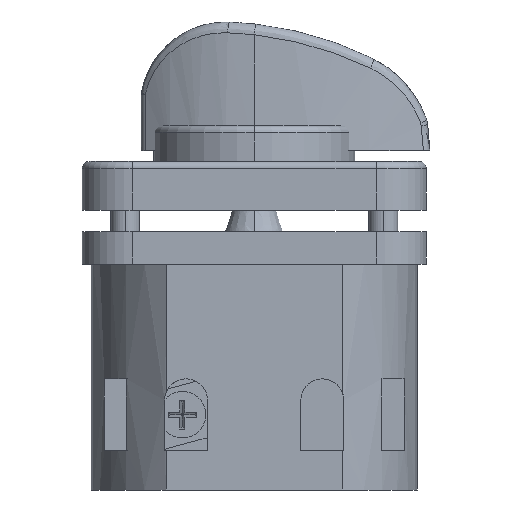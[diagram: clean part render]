
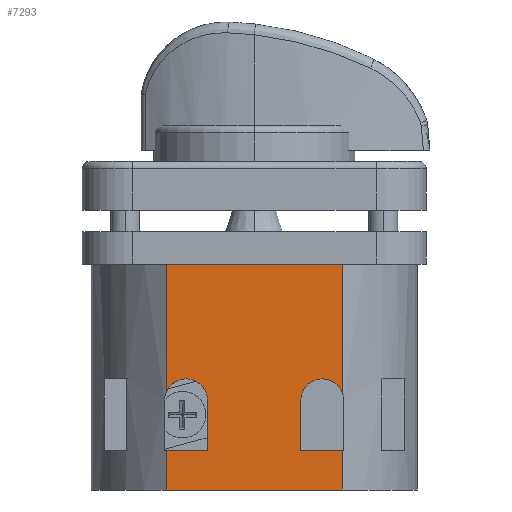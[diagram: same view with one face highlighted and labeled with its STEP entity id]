
A CAD part, left-side view. The second image highlights one B-rep face of the part: STEP entity #7293.
In plain terms, the highlighted planar face has unit normal (-1, 0, 0).
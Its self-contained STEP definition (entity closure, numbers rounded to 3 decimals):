
#19 = ORIENTED_EDGE ( 'NONE', *, *, #4270, .T. ) ;
#261 = CARTESIAN_POINT ( 'NONE',  ( -19.15, -12.282, -36. ) ) ;
#281 = CARTESIAN_POINT ( 'NONE',  ( -19.15, 9.5, -23.5 ) ) ;
#399 = ORIENTED_EDGE ( 'NONE', *, *, #8075, .F. ) ;
#463 = CIRCLE ( 'NONE', #2844, 3. ) ;
#742 = VERTEX_POINT ( 'NONE', #8031 ) ;
#771 = DIRECTION ( 'NONE',  ( 0., 0., 1. ) ) ;
#805 = DIRECTION ( 'NONE',  ( 0., -1., 0. ) ) ;
#912 = CARTESIAN_POINT ( 'NONE',  ( -19.15, 6.5, -30.5 ) ) ;
#927 = LINE ( 'NONE', #5474, #1100 ) ;
#951 = DIRECTION ( 'NONE',  ( 0., 0., -1. ) ) ;
#990 = ORIENTED_EDGE ( 'NONE', *, *, #6766, .F. ) ;
#1057 = EDGE_LOOP ( 'NONE', ( #6720, #8658, #7562, #2466, #4062, #990, #399, #7940, #2227, #2795, #8003, #5740, #5098, #19 ) ) ;
#1100 = VECTOR ( 'NONE', #805, 1000. ) ;
#1231 = VERTEX_POINT ( 'NONE', #8716 ) ;
#1256 = VERTEX_POINT ( 'NONE', #7337 ) ;
#1485 = LINE ( 'NONE', #7798, #1504 ) ;
#1504 = VECTOR ( 'NONE', #3808, 1000. ) ;
#1586 = DIRECTION ( 'NONE',  ( 0., 0., -1. ) ) ;
#1604 = EDGE_CURVE ( 'NONE', #4834, #6167, #927, .T. ) ;
#1638 = VERTEX_POINT ( 'NONE', #3783 ) ;
#2045 = CARTESIAN_POINT ( 'NONE',  ( -19.15, 12.282, -30.5 ) ) ;
#2103 = CARTESIAN_POINT ( 'NONE',  ( -19.15, 12.282, -36. ) ) ;
#2157 = CARTESIAN_POINT ( 'NONE',  ( -19.15, -12.282, -4.5 ) ) ;
#2227 = ORIENTED_EDGE ( 'NONE', *, *, #4831, .T. ) ;
#2242 = CARTESIAN_POINT ( 'NONE',  ( -19.15, 12.282, -22.377 ) ) ;
#2298 = CARTESIAN_POINT ( 'NONE',  ( -19.15, -9.5, -23.5 ) ) ;
#2322 = DIRECTION ( 'NONE',  ( 0., 0., -1. ) ) ;
#2458 = PLANE ( 'NONE',  #7149 ) ;
#2466 = ORIENTED_EDGE ( 'NONE', *, *, #6413, .F. ) ;
#2495 = CARTESIAN_POINT ( 'NONE',  ( -19.15, -9.5, -23.5 ) ) ;
#2656 = CARTESIAN_POINT ( 'NONE',  ( -19.15, 12.5, -30.5 ) ) ;
#2795 = ORIENTED_EDGE ( 'NONE', *, *, #5254, .T. ) ;
#2828 = EDGE_CURVE ( 'NONE', #4834, #5808, #5974, .T. ) ;
#2844 = AXIS2_PLACEMENT_3D ( 'NONE', #281, #4962, #951 ) ;
#3001 = DIRECTION ( 'NONE',  ( 0., 0., -1. ) ) ;
#3178 = CARTESIAN_POINT ( 'NONE',  ( -19.15, 12.282, -4.5 ) ) ;
#3191 = DIRECTION ( 'NONE',  ( 0., 0., 1. ) ) ;
#3198 = VECTOR ( 'NONE', #4767, 1000. ) ;
#3224 = DIRECTION ( 'NONE',  ( 0., 0., -1. ) ) ;
#3232 = LINE ( 'NONE', #2656, #3198 ) ;
#3425 = CARTESIAN_POINT ( 'NONE',  ( -19.15, 12.282, -36. ) ) ;
#3488 = CIRCLE ( 'NONE', #6472, 3. ) ;
#3594 = VECTOR ( 'NONE', #771, 1000. ) ;
#3630 = LINE ( 'NONE', #2103, #3594 ) ;
#3665 = DIRECTION ( 'NONE',  ( 0., -1., 0. ) ) ;
#3783 = CARTESIAN_POINT ( 'NONE',  ( -19.15, 6.5, -23.5 ) ) ;
#3808 = DIRECTION ( 'NONE',  ( 0., 0., 1. ) ) ;
#3869 = CARTESIAN_POINT ( 'NONE',  ( -19.15, 6.5, -30.5 ) ) ;
#3958 = DIRECTION ( 'NONE',  ( 1., 0., 0. ) ) ;
#4031 = VERTEX_POINT ( 'NONE', #5758 ) ;
#4062 = ORIENTED_EDGE ( 'NONE', *, *, #7137, .T. ) ;
#4256 = CARTESIAN_POINT ( 'NONE',  ( -19.15, -12.282, -36. ) ) ;
#4270 = EDGE_CURVE ( 'NONE', #6167, #4031, #1485, .T. ) ;
#4492 = CARTESIAN_POINT ( 'NONE',  ( -19.15, 12.282, -36. ) ) ;
#4737 = VERTEX_POINT ( 'NONE', #2157 ) ;
#4767 = DIRECTION ( 'NONE',  ( 0., 1., 0. ) ) ;
#4831 = EDGE_CURVE ( 'NONE', #742, #1638, #463, .T. ) ;
#4834 = VERTEX_POINT ( 'NONE', #8367 ) ;
#4962 = DIRECTION ( 'NONE',  ( 1., 0., 0. ) ) ;
#5063 = FACE_OUTER_BOUND ( 'NONE', #1057, .T. ) ;
#5098 = ORIENTED_EDGE ( 'NONE', *, *, #1604, .T. ) ;
#5254 = EDGE_CURVE ( 'NONE', #1638, #5723, #8449, .T. ) ;
#5293 = VECTOR ( 'NONE', #8268, 1000. ) ;
#5351 = LINE ( 'NONE', #4256, #5293 ) ;
#5399 = VERTEX_POINT ( 'NONE', #3178 ) ;
#5474 = CARTESIAN_POINT ( 'NONE',  ( -19.15, 12.282, -36. ) ) ;
#5723 = VERTEX_POINT ( 'NONE', #3869 ) ;
#5740 = ORIENTED_EDGE ( 'NONE', *, *, #2828, .F. ) ;
#5758 = CARTESIAN_POINT ( 'NONE',  ( -19.15, -12.282, -30.5 ) ) ;
#5808 = VERTEX_POINT ( 'NONE', #2045 ) ;
#5929 = VECTOR ( 'NONE', #2322, 1000. ) ;
#5933 = LINE ( 'NONE', #7033, #5929 ) ;
#5951 = VECTOR ( 'NONE', #8105, 1000. ) ;
#5962 = LINE ( 'NONE', #8390, #5971 ) ;
#5964 = DIRECTION ( 'NONE',  ( 0., -1., 0. ) ) ;
#5971 = VECTOR ( 'NONE', #3665, 1000. ) ;
#5974 = LINE ( 'NONE', #3425, #5951 ) ;
#6008 = CIRCLE ( 'NONE', #7577, 3. ) ;
#6028 = EDGE_CURVE ( 'NONE', #1256, #4031, #7274, .T. ) ;
#6167 = VERTEX_POINT ( 'NONE', #261 ) ;
#6413 = EDGE_CURVE ( 'NONE', #7872, #8227, #6670, .T. ) ;
#6472 = AXIS2_PLACEMENT_3D ( 'NONE', #7973, #3958, #8690 ) ;
#6643 = CARTESIAN_POINT ( 'NONE',  ( -19.15, -12.5, -30.5 ) ) ;
#6670 = CIRCLE ( 'NONE', #7829, 3. ) ;
#6720 = ORIENTED_EDGE ( 'NONE', *, *, #6028, .F. ) ;
#6753 = EDGE_CURVE ( 'NONE', #8227, #1231, #6008, .T. ) ;
#6766 = EDGE_CURVE ( 'NONE', #5399, #4737, #5962, .T. ) ;
#6776 = EDGE_CURVE ( 'NONE', #1231, #1256, #5933, .T. ) ;
#6997 = DIRECTION ( 'NONE',  ( -1., 0., 0. ) ) ;
#7033 = CARTESIAN_POINT ( 'NONE',  ( -19.15, -6.5, -30.5 ) ) ;
#7086 = CARTESIAN_POINT ( 'NONE',  ( -19.15, -12.282, -22.377 ) ) ;
#7137 = EDGE_CURVE ( 'NONE', #7872, #4737, #5351, .T. ) ;
#7149 = AXIS2_PLACEMENT_3D ( 'NONE', #4492, #7169, #3191 ) ;
#7169 = DIRECTION ( 'NONE',  ( -1., 0., 0. ) ) ;
#7209 = DIRECTION ( 'NONE',  ( -1., 0., 0. ) ) ;
#7212 = VECTOR ( 'NONE', #5964, 1000. ) ;
#7274 = LINE ( 'NONE', #6643, #7212 ) ;
#7278 = CARTESIAN_POINT ( 'NONE',  ( -19.15, -9.5, -20.5 ) ) ;
#7293 = ADVANCED_FACE ( 'NONE', ( #5063 ), #2458, .T. ) ;
#7337 = CARTESIAN_POINT ( 'NONE',  ( -19.15, -6.5, -30.5 ) ) ;
#7562 = ORIENTED_EDGE ( 'NONE', *, *, #6753, .F. ) ;
#7577 = AXIS2_PLACEMENT_3D ( 'NONE', #2298, #6997, #3001 ) ;
#7786 = VERTEX_POINT ( 'NONE', #2242 ) ;
#7798 = CARTESIAN_POINT ( 'NONE',  ( -19.15, -12.282, -36. ) ) ;
#7829 = AXIS2_PLACEMENT_3D ( 'NONE', #2495, #7209, #3224 ) ;
#7872 = VERTEX_POINT ( 'NONE', #7086 ) ;
#7940 = ORIENTED_EDGE ( 'NONE', *, *, #8225, .T. ) ;
#7973 = CARTESIAN_POINT ( 'NONE',  ( -19.15, 9.5, -23.5 ) ) ;
#8003 = ORIENTED_EDGE ( 'NONE', *, *, #8355, .T. ) ;
#8031 = CARTESIAN_POINT ( 'NONE',  ( -19.15, 9.5, -20.5 ) ) ;
#8075 = EDGE_CURVE ( 'NONE', #7786, #5399, #3630, .T. ) ;
#8105 = DIRECTION ( 'NONE',  ( 0., 0., 1. ) ) ;
#8225 = EDGE_CURVE ( 'NONE', #7786, #742, #3488, .T. ) ;
#8227 = VERTEX_POINT ( 'NONE', #7278 ) ;
#8268 = DIRECTION ( 'NONE',  ( 0., 0., 1. ) ) ;
#8355 = EDGE_CURVE ( 'NONE', #5723, #5808, #3232, .T. ) ;
#8367 = CARTESIAN_POINT ( 'NONE',  ( -19.15, 12.282, -36. ) ) ;
#8390 = CARTESIAN_POINT ( 'NONE',  ( -19.15, 12.282, -4.5 ) ) ;
#8411 = VECTOR ( 'NONE', #1586, 1000. ) ;
#8449 = LINE ( 'NONE', #912, #8411 ) ;
#8658 = ORIENTED_EDGE ( 'NONE', *, *, #6776, .F. ) ;
#8690 = DIRECTION ( 'NONE',  ( 0., 0., -1. ) ) ;
#8716 = CARTESIAN_POINT ( 'NONE',  ( -19.15, -6.5, -23.5 ) ) ;
